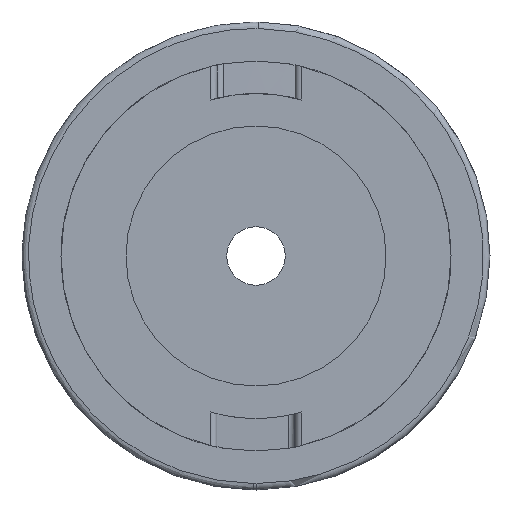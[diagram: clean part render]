
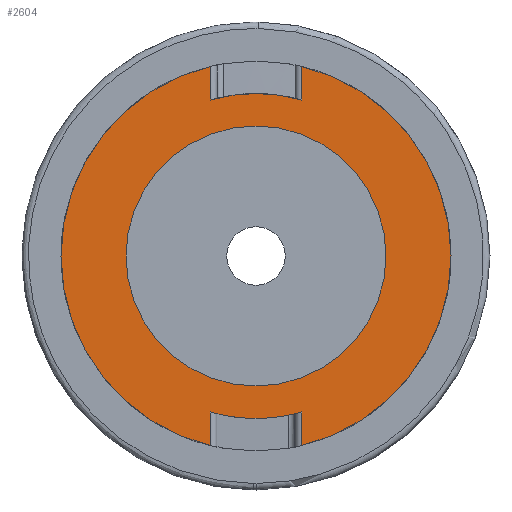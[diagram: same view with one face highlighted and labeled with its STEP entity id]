
A CAD part, front view. The second image highlights one B-rep face of the part: STEP entity #2604.
In plain terms, the highlighted planar face has unit normal (0, -1, 0).
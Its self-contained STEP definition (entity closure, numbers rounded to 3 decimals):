
#66 = CARTESIAN_POINT ( 'NONE',  ( -3.5, 0., 0. ) ) ;
#138 = DIRECTION ( 'NONE',  ( 0., 0., -1. ) ) ;
#149 = DIRECTION ( 'NONE',  ( 0., 0., -1. ) ) ;
#223 = VECTOR ( 'NONE', #988, 1000. ) ;
#339 = DIRECTION ( 'NONE',  ( 0., 0., -1. ) ) ;
#397 = FACE_OUTER_BOUND ( 'NONE', #3160, .T. ) ;
#447 = CIRCLE ( 'NONE', #5528, 10. ) ;
#852 = DIRECTION ( 'NONE',  ( 0., -1., 0. ) ) ;
#871 = CARTESIAN_POINT ( 'NONE',  ( 0., 0., 0. ) ) ;
#889 = CARTESIAN_POINT ( 'NONE',  ( 0., 0., 0. ) ) ;
#913 = CIRCLE ( 'NONE', #2082, 12.5 ) ;
#934 = LINE ( 'NONE', #3142, #7012 ) ;
#988 = DIRECTION ( 'NONE',  ( 0., 0., -1. ) ) ;
#1038 = VERTEX_POINT ( 'NONE', #7153 ) ;
#1159 = CARTESIAN_POINT ( 'NONE',  ( 0., 0., 10. ) ) ;
#1190 = LINE ( 'NONE', #3395, #2981 ) ;
#1198 = DIRECTION ( 'NONE',  ( 0., 0., 1. ) ) ;
#1366 = CIRCLE ( 'NONE', #2754, 15. ) ;
#1402 = CARTESIAN_POINT ( 'NONE',  ( 3.5, 0., -14.586 ) ) ;
#1478 = VERTEX_POINT ( 'NONE', #2722 ) ;
#1491 = CIRCLE ( 'NONE', #6229, 12.5 ) ;
#1501 = CARTESIAN_POINT ( 'NONE',  ( 0., 0., 0. ) ) ;
#1545 = ORIENTED_EDGE ( 'NONE', *, *, #3493, .F. ) ;
#1749 = DIRECTION ( 'NONE',  ( 0., 0., -1. ) ) ;
#1780 = ORIENTED_EDGE ( 'NONE', *, *, #5696, .T. ) ;
#1865 = VERTEX_POINT ( 'NONE', #4336 ) ;
#1955 = CARTESIAN_POINT ( 'NONE',  ( -3.5, 0., -14.586 ) ) ;
#1964 = DIRECTION ( 'NONE',  ( 0., -1., 0. ) ) ;
#2071 = FACE_BOUND ( 'NONE', #7013, .T. ) ;
#2082 = AXIS2_PLACEMENT_3D ( 'NONE', #889, #852, #4789 ) ;
#2253 = DIRECTION ( 'NONE',  ( 0., 1., 0. ) ) ;
#2260 = DIRECTION ( 'NONE',  ( 0., 0., -1. ) ) ;
#2455 = EDGE_CURVE ( 'NONE', #5623, #6673, #5625, .T. ) ;
#2549 = AXIS2_PLACEMENT_3D ( 'NONE', #5147, #1964, #149 ) ;
#2604 = ADVANCED_FACE ( 'NONE', ( #397, #2071 ), #7052, .T. ) ;
#2722 = CARTESIAN_POINT ( 'NONE',  ( 3.5, 0., 12. ) ) ;
#2754 = AXIS2_PLACEMENT_3D ( 'NONE', #1501, #3709, #339 ) ;
#2981 = VECTOR ( 'NONE', #5094, 1000. ) ;
#3055 = VERTEX_POINT ( 'NONE', #1159 ) ;
#3070 = DIRECTION ( 'NONE',  ( 0., 0., -1. ) ) ;
#3142 = CARTESIAN_POINT ( 'NONE',  ( 3.5, 0., 0. ) ) ;
#3160 = EDGE_LOOP ( 'NONE', ( #3965, #6278, #4344, #4726, #3588, #4042, #3716, #3351, #1545 ) ) ;
#3186 = EDGE_CURVE ( 'NONE', #6504, #1865, #1190, .T. ) ;
#3212 = CARTESIAN_POINT ( 'NONE',  ( 3.5, 0., -12. ) ) ;
#3223 = AXIS2_PLACEMENT_3D ( 'NONE', #4970, #4365, #2260 ) ;
#3307 = EDGE_CURVE ( 'NONE', #5623, #1478, #934, .T. ) ;
#3351 = ORIENTED_EDGE ( 'NONE', *, *, #3186, .T. ) ;
#3395 = CARTESIAN_POINT ( 'NONE',  ( -3.5, 0., 0. ) ) ;
#3424 = VERTEX_POINT ( 'NONE', #3212 ) ;
#3493 = EDGE_CURVE ( 'NONE', #7103, #1865, #1366, .T. ) ;
#3512 = LINE ( 'NONE', #66, #7031 ) ;
#3550 = CARTESIAN_POINT ( 'NONE',  ( -3.5, 0., -12. ) ) ;
#3588 = ORIENTED_EDGE ( 'NONE', *, *, #2455, .F. ) ;
#3709 = DIRECTION ( 'NONE',  ( 0., 1., 0. ) ) ;
#3716 = ORIENTED_EDGE ( 'NONE', *, *, #7011, .T. ) ;
#3965 = ORIENTED_EDGE ( 'NONE', *, *, #5028, .T. ) ;
#4042 = ORIENTED_EDGE ( 'NONE', *, *, #3307, .T. ) ;
#4336 = CARTESIAN_POINT ( 'NONE',  ( -3.5, 0., 14.586 ) ) ;
#4344 = ORIENTED_EDGE ( 'NONE', *, *, #6665, .T. ) ;
#4365 = DIRECTION ( 'NONE',  ( 0., 1., 0. ) ) ;
#4589 = AXIS2_PLACEMENT_3D ( 'NONE', #871, #5903, #6333 ) ;
#4726 = ORIENTED_EDGE ( 'NONE', *, *, #5573, .T. ) ;
#4789 = DIRECTION ( 'NONE',  ( 0., 0., -1. ) ) ;
#4864 = CARTESIAN_POINT ( 'NONE',  ( 3.5, 0., 14.586 ) ) ;
#4970 = CARTESIAN_POINT ( 'NONE',  ( 0., 0., 0. ) ) ;
#4998 = EDGE_CURVE ( 'NONE', #5050, #5088, #1491, .T. ) ;
#5028 = EDGE_CURVE ( 'NONE', #7103, #5050, #3512, .T. ) ;
#5050 = VERTEX_POINT ( 'NONE', #3550 ) ;
#5088 = VERTEX_POINT ( 'NONE', #6798 ) ;
#5094 = DIRECTION ( 'NONE',  ( 0., 0., 1. ) ) ;
#5147 = CARTESIAN_POINT ( 'NONE',  ( 0., 0., 0. ) ) ;
#5443 = CARTESIAN_POINT ( 'NONE',  ( 3.5, 0., 0. ) ) ;
#5528 = AXIS2_PLACEMENT_3D ( 'NONE', #6376, #6482, #5874 ) ;
#5573 = EDGE_CURVE ( 'NONE', #3424, #6673, #6526, .T. ) ;
#5608 = DIRECTION ( 'NONE',  ( 0., -1., 0. ) ) ;
#5623 = VERTEX_POINT ( 'NONE', #4864 ) ;
#5625 = CIRCLE ( 'NONE', #6999, 15. ) ;
#5662 = CIRCLE ( 'NONE', #2549, 12.5 ) ;
#5696 = EDGE_CURVE ( 'NONE', #1038, #3055, #5765, .T. ) ;
#5765 = CIRCLE ( 'NONE', #3223, 10. ) ;
#5874 = DIRECTION ( 'NONE',  ( 0., 0., -1. ) ) ;
#5892 = EDGE_CURVE ( 'NONE', #3055, #1038, #447, .T. ) ;
#5903 = DIRECTION ( 'NONE',  ( 0., -1., 0. ) ) ;
#6229 = AXIS2_PLACEMENT_3D ( 'NONE', #6291, #5608, #138 ) ;
#6278 = ORIENTED_EDGE ( 'NONE', *, *, #4998, .T. ) ;
#6291 = CARTESIAN_POINT ( 'NONE',  ( 0., 0., 0. ) ) ;
#6333 = DIRECTION ( 'NONE',  ( 0., 0., -1. ) ) ;
#6361 = CARTESIAN_POINT ( 'NONE',  ( -3.5, 0., 12. ) ) ;
#6376 = CARTESIAN_POINT ( 'NONE',  ( 0., 0., 0. ) ) ;
#6482 = DIRECTION ( 'NONE',  ( 0., 1., 0. ) ) ;
#6504 = VERTEX_POINT ( 'NONE', #6361 ) ;
#6526 = LINE ( 'NONE', #5443, #223 ) ;
#6665 = EDGE_CURVE ( 'NONE', #5088, #3424, #913, .T. ) ;
#6673 = VERTEX_POINT ( 'NONE', #1402 ) ;
#6690 = CARTESIAN_POINT ( 'NONE',  ( 0., 0., 0. ) ) ;
#6798 = CARTESIAN_POINT ( 'NONE',  ( 0., 0., -12.5 ) ) ;
#6999 = AXIS2_PLACEMENT_3D ( 'NONE', #6690, #2253, #1749 ) ;
#7011 = EDGE_CURVE ( 'NONE', #1478, #6504, #5662, .T. ) ;
#7012 = VECTOR ( 'NONE', #3070, 1000. ) ;
#7013 = EDGE_LOOP ( 'NONE', ( #1780, #7135 ) ) ;
#7031 = VECTOR ( 'NONE', #1198, 1000. ) ;
#7052 = PLANE ( 'NONE',  #4589 ) ;
#7103 = VERTEX_POINT ( 'NONE', #1955 ) ;
#7135 = ORIENTED_EDGE ( 'NONE', *, *, #5892, .T. ) ;
#7153 = CARTESIAN_POINT ( 'NONE',  ( 0., 0., -10. ) ) ;
